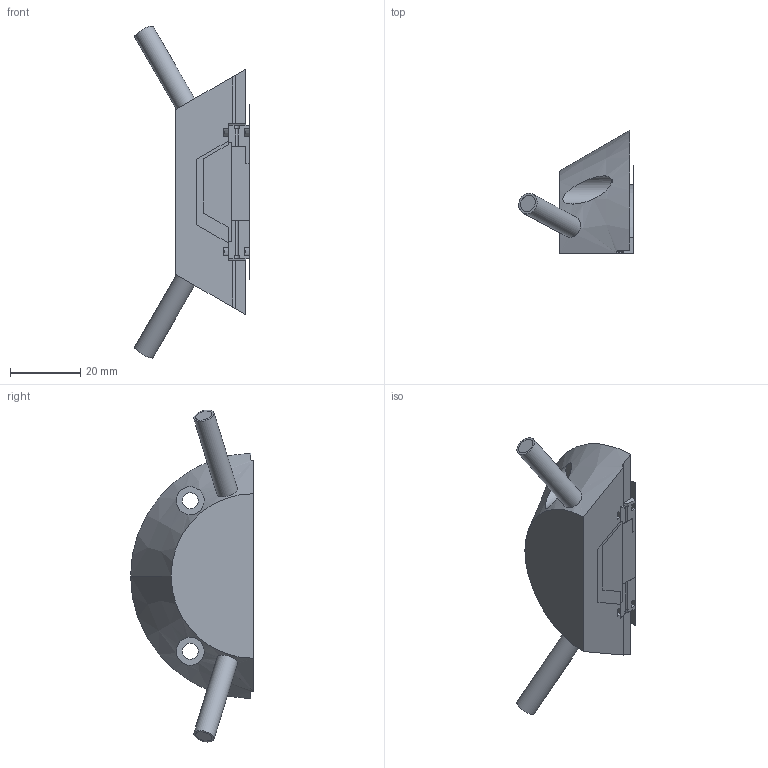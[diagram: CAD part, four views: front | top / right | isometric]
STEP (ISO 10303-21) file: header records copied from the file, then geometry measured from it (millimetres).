
FILE_DESCRIPTION(('HOOPS Exchange Step'),'2;1');
FILE_NAME('target_model_for_cfd.stp','2025-06-24T16:42:25+05:30',('Javed Akhter'),('Unknown organisation'),'HOOPS Exchange 2024.6','HOOPS Exchange','Unknown authorisation');
FILE_SCHEMA( ('AUTOMOTIVE_DESIGN { 1 0 10303 214 1 1 1 1 }') );
Length unit declared in the file: millimetre
Products named in the file (2): Backing Plate(Backing Plate); target_model_for_cfd
Assembly tree (1 placements, depth 2):
  target_model_for_cfd
    Backing Plate(Backing Plate)
Bounding box: 32.64 x 35 x 94.6 mm (x, y, z)
Volume: 27974.3 mm3; surface area: 18130.2 mm2
Topology: 8 solids, 9 shells, 127 faces, 332 edges, 230 vertices
Faces by surface type: plane 59, cylinder 43, cone 18, torus 7
Full cylindrical faces by diameter (mm): 4.5 x2, 4.8 x6, 6 x2, 8 x2
Entity records: 9347 total; most frequent: CARTESIAN_POINT 6071, DIRECTION 670, ORIENTED_EDGE 662, EDGE_CURVE 332, AXIS2_PLACEMENT_3D 261, VERTEX_POINT 230, VECTOR 148, LINE 148
